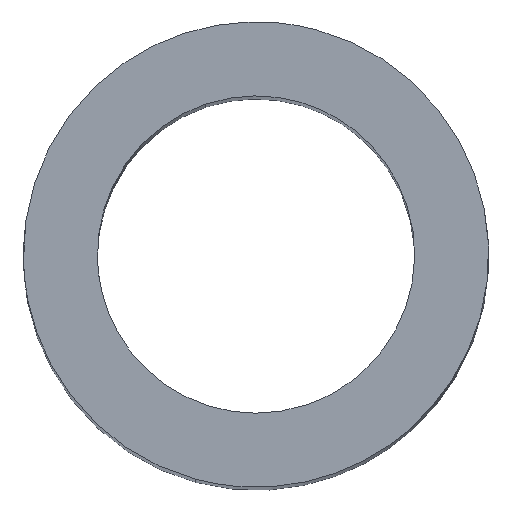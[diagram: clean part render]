
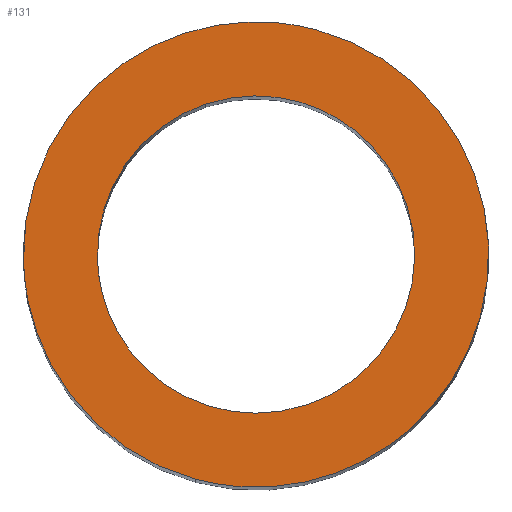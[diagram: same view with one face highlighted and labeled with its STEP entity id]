
A CAD part, top view. The second image highlights one B-rep face of the part: STEP entity #131.
In plain terms, the highlighted planar face has unit normal (0, 0, 1).
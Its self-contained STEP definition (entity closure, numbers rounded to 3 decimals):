
#3=CARTESIAN_POINT('POINT2',(161.814,
   -10.618,62.5));
#4=VERTEX_POINT('VERTEX2',#3);
#23=CARTESIAN_POINT('POINT4',(167.559,
   10.618,62.5));
#24=VERTEX_POINT('VERTEX4',#23);
#31=(BOUNDED_CURVE() B_SPLINE_CURVE(2,(#32,#33,#34,#35,#36,#37,#38),
   .UNSPECIFIED.,.F.,.F.) B_SPLINE_CURVE_WITH_KNOTS((3,2,2,3),(
   0.292,0.333,0.667,
   0.8),.UNSPECIFIED.) CURVE() GEOMETRIC_REPRESENTATION_ITEM() 
   RATIONAL_B_SPLINE_CURVE((0.891,0.937,
   1.,0.5,1.,0.8,0.76)) REPRESENTATION_ITEM(
   'SPLINE_CRV2'));
#32=CARTESIAN_POINT('',(167.559,10.618,
   62.5));
#33=CARTESIAN_POINT('',(168.785,10.287,
   62.5));
#34=CARTESIAN_POINT('',(169.903,9.684,
   62.5));
#35=CARTESIAN_POINT('',(186.677,0.649,
   62.5));
#36=CARTESIAN_POINT('',(170.465,-9.36,
   62.5));
#37=CARTESIAN_POINT('',(166.412,-11.862,
   62.5));
#38=CARTESIAN_POINT('',(161.814,-10.618,
   62.5));
#39=EDGE_CURVE('EDGE4',#24,#4,#31,.T.);
#58=CARTESIAN_POINT('POINT6',(153.691,
   -0.324,62.5));
#59=VERTEX_POINT('VERTEX6',#58);
#65=(BOUNDED_CURVE() B_SPLINE_CURVE(2,(#66,#67,#68),.UNSPECIFIED.,.F.,
   .F.) B_SPLINE_CURVE_WITH_KNOTS((3,3),(0.,0.292)
   ,.UNSPECIFIED.) CURVE() GEOMETRIC_REPRESENTATION_ITEM() 
   RATIONAL_B_SPLINE_CURVE((1.,0.563,
   0.891)) REPRESENTATION_ITEM('SPLINE_CRV5'));
#66=CARTESIAN_POINT('',(153.691,-0.324,
   62.5));
#67=CARTESIAN_POINT('',(153.254,14.488,
   62.5));
#68=CARTESIAN_POINT('',(167.559,10.618,
   62.5));
#69=EDGE_CURVE('EDGE7',#59,#24,#65,.T.);
#75=(BOUNDED_CURVE() B_SPLINE_CURVE(2,(#76,#77,#78),.UNSPECIFIED.,.F.,
   .F.) B_SPLINE_CURVE_WITH_KNOTS((3,3),(0.8,1.),
   .UNSPECIFIED.) CURVE() GEOMETRIC_REPRESENTATION_ITEM() 
   RATIONAL_B_SPLINE_CURVE((0.76,0.7,1.)) 
   REPRESENTATION_ITEM('SPLINE_CRV6'));
#76=CARTESIAN_POINT('',(161.814,-10.618,
   62.5));
#77=CARTESIAN_POINT('',(153.932,-8.486,
   62.5));
#78=CARTESIAN_POINT('',(153.691,-0.324,
   62.5));
#79=EDGE_CURVE('EDGE8',#4,#59,#75,.T.);
#91=ORIENTED_EDGE('COEDGE13',*,*,#69,.F.);
#92=ORIENTED_EDGE('COEDGE14',*,*,#79,.F.);
#93=ORIENTED_EDGE('COEDGE15',*,*,#39,.F.);
#94=EDGE_LOOP('NONE',(#91,#92,#93));
#95=FACE_BOUND('LOOP1',#94,.T.);
#96=CARTESIAN_POINT('POINT7',(157.19,
   -0.221,62.5));
#97=VERTEX_POINT('VERTEX7',#96);
#98=CARTESIAN_POINT('POINT8',(162.305,
   7.112,62.5));
#99=VERTEX_POINT('VERTEX8',#98);
#100=(BOUNDED_CURVE() B_SPLINE_CURVE(2,(#101,#102,#103),.UNSPECIFIED.,
   .F.,.F.) B_SPLINE_CURVE_WITH_KNOTS((3,3),(0.,0.2),
   .UNSPECIFIED.) CURVE() GEOMETRIC_REPRESENTATION_ITEM() 
   RATIONAL_B_SPLINE_CURVE((1.,0.7,0.76)) 
   REPRESENTATION_ITEM('SPLINE_CRV8'));
#101=CARTESIAN_POINT('',(157.19,-0.221,
   62.5));
#102=CARTESIAN_POINT('',(157.025,5.344,
   62.5));
#103=CARTESIAN_POINT('',(162.305,7.112,
   62.5));
#104=EDGE_CURVE('EDGE10',#97,#99,#100,.T.);
#105=ORIENTED_EDGE('COEDGE16',*,*,#104,.T.);
#106=CARTESIAN_POINT('POINT9',(167.068,
   -7.112,62.5));
#107=VERTEX_POINT('VERTEX9',#106);
#108=(BOUNDED_CURVE() B_SPLINE_CURVE(2,(#109,#110,#111,#112,#113,#114,
   #115),.UNSPECIFIED.,.F.,.F.) B_SPLINE_CURVE_WITH_KNOTS((3,2,2,3),(
   0.2,0.333,0.667,
   0.708),.UNSPECIFIED.) CURVE() 
   GEOMETRIC_REPRESENTATION_ITEM() RATIONAL_B_SPLINE_CURVE((0.76,
   0.8,1.,0.5,1.,0.937,
   0.891)) REPRESENTATION_ITEM('SPLINE_CRV9'));
#109=CARTESIAN_POINT('',(162.305,7.112,
   62.5));
#110=CARTESIAN_POINT('',(165.384,8.143,
   62.5));
#111=CARTESIAN_POINT('',(168.243,6.603,
   62.5));
#112=CARTESIAN_POINT('',(179.68,0.442,
   62.5));
#113=CARTESIAN_POINT('',(168.626,-6.382,
   62.5));
#114=CARTESIAN_POINT('',(167.889,-6.837,
   62.5));
#115=CARTESIAN_POINT('',(167.068,-7.112,
   62.5));
#116=EDGE_CURVE('EDGE11',#99,#107,#108,.T.);
#117=ORIENTED_EDGE('COEDGE17',*,*,#116,.T.);
#118=(BOUNDED_CURVE() B_SPLINE_CURVE(2,(#119,#120,#121),.UNSPECIFIED.,
   .F.,.F.) B_SPLINE_CURVE_WITH_KNOTS((3,3),(0.708,
   1.),.UNSPECIFIED.) CURVE() GEOMETRIC_REPRESENTATION_ITEM() 
   RATIONAL_B_SPLINE_CURVE((0.891,0.563,
   1.)) REPRESENTATION_ITEM('SPLINE_CRV10'));
#119=CARTESIAN_POINT('',(167.068,-7.112,
   62.5));
#120=CARTESIAN_POINT('',(157.488,-10.32,
   62.5));
#121=CARTESIAN_POINT('',(157.19,-0.221,
   62.5));
#122=EDGE_CURVE('EDGE12',#107,#97,#118,.T.);
#123=ORIENTED_EDGE('COEDGE18',*,*,#122,.T.);
#124=EDGE_LOOP('NONE',(#105,#117,#123));
#125=FACE_BOUND('LOOP1',#124,.T.);
#126=CARTESIAN_POINT('POS4',(164.686,0.
   ,62.5));
#127=DIRECTION('DIR5',(0.,0.,
   1.));
#128=DIRECTION('DIR6',(1.,0.,
   0.));
#129=AXIS2_PLACEMENT_3D('AXIS2',#126,#127,#128);
#130=PLANE('PLANE1',#129);
#131=ADVANCED_FACE('FACE4',(#95,#125),#130,.T.);
